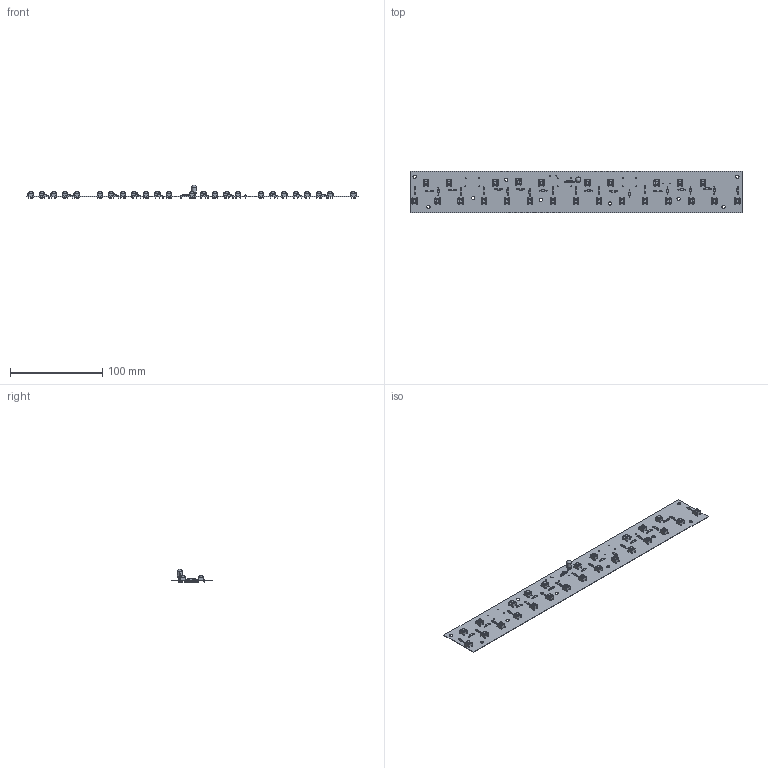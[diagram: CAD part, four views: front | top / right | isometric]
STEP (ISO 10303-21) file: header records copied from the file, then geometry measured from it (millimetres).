
FILE_DESCRIPTION(('Open CASCADE Model'),'2;1');
FILE_NAME('Open CASCADE Shape Model','2026-01-16T07:56:22',('Author'),( 'Open CASCADE'),'Open CASCADE STEP processor 7.5','Open CASCADE 7.5' ,'Unknown');
FILE_SCHEMA(('AUTOMOTIVE_DESIGN { 1 0 10303 214 1 1 1 1 }'));
Length unit declared in the file: millimetre
Products named in the file (75): PCB; Board; Open CASCADE STEP translator 7.5 1.1.1; S25; TS02-66-50-BK-100-SCR-D; S24; S23; S22; S21; S20; S19; S18; S17; S16; S15; S14; S13; S12; S11; S10; S9; S8; S7; S6; S5; S4; S3; S2; S1; R1; User Library-Res40-Axial Short 0_25W-82R; LED1; SW3dPS-LEDd5R; SW3dPS-LEDd5R_Open CASCADE STEP translator 6.2 836.1; SW3dPS-LEDd5R_352699216; SW3dPS-LEDd5R_Extruded3; SW3dPS-LEDd5R_352705488; SW3dPS-LEDd5R_Extruded; SW3dPS-LEDd5R_352479760; SW3dPS-LEDd5R_Cylinder ...
Assembly tree (123 placements, depth 6):
  PCB
    Board
      Open CASCADE STEP translator 7.5 1.1.1
    S25
      TS02-66-50-BK-100-SCR-D
    S24
      TS02-66-50-BK-100-SCR-D
    S23
      TS02-66-50-BK-100-SCR-D
    S22
      TS02-66-50-BK-100-SCR-D
    S21
      TS02-66-50-BK-100-SCR-D
    S20
      TS02-66-50-BK-100-SCR-D
    S19
      TS02-66-50-BK-100-SCR-D
    S18
      TS02-66-50-BK-100-SCR-D
    S17
      TS02-66-50-BK-100-SCR-D
    S16
      TS02-66-50-BK-100-SCR-D
    S15
      TS02-66-50-BK-100-SCR-D
    S14
      TS02-66-50-BK-100-SCR-D
    S13
      TS02-66-50-BK-100-SCR-D
    S12
      TS02-66-50-BK-100-SCR-D
    S11
      TS02-66-50-BK-100-SCR-D
    S10
      TS02-66-50-BK-100-SCR-D
    S9
      TS02-66-50-BK-100-SCR-D
    S8
      TS02-66-50-BK-100-SCR-D
    S7
      TS02-66-50-BK-100-SCR-D
    S6
      TS02-66-50-BK-100-SCR-D
    S5
      TS02-66-50-BK-100-SCR-D
    S4
      TS02-66-50-BK-100-SCR-D
    S3
      TS02-66-50-BK-100-SCR-D
    S2
      TS02-66-50-BK-100-SCR-D
    S1
      TS02-66-50-BK-100-SCR-D
    R1
      User Library-Res40-Axial Short 0_25W-82R
    LED1
      SW3dPS-LEDd5R
        SW3dPS-LEDd5R_Open CASCADE STEP translator 6.2 836.1
          SW3dPS-LEDd5R_352699216
            SW3dPS-LEDd5R_Extruded3
Bounding box: 360 x 45 x 14.83 mm (x, y, z)
Volume: 10626 mm3; surface area: 40320.7 mm2
Topology: 261 solids, 261 shells, 3674 faces, 9177 edges, 6046 vertices
Faces by surface type: plane 1816, cylinder 1532, torus 150, sphere 102, cone 50, bspline 24
Full cylindrical faces by diameter (mm): 0.8 x4, 0.888 x50, 1 x100, 1.016 x4, 1.02 x12, 1.753 x50, 1.758 x25, 3.5 x9
Entity records: 18075 total; most frequent: CARTESIAN_POINT 3017, DIRECTION 2904, ORIENTED_EDGE 2388, EDGE_CURVE 1194, AXIS2_PLACEMENT_3D 1163, FACE_BOUND 846, EDGE_LOOP 846, VERTEX_POINT 776
